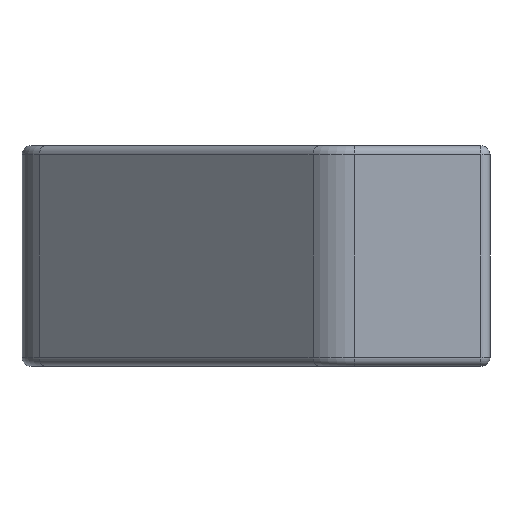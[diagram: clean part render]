
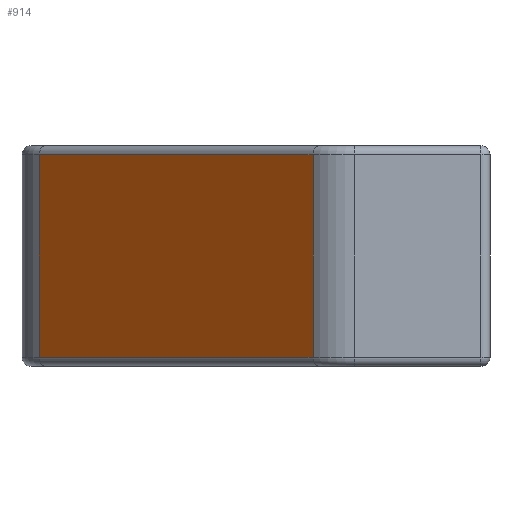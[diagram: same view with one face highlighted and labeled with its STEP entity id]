
A CAD part, left-side view. The second image highlights one B-rep face of the part: STEP entity #914.
In plain terms, the highlighted planar face has unit normal (-0.707, 0.707, 0).
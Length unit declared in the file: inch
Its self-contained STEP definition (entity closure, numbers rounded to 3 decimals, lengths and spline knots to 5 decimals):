
#22=PLANE('',#1050);
#54=LINE('',#1496,#114);
#79=LINE('',#1609,#139);
#92=LINE('',#1640,#152);
#93=LINE('',#1642,#153);
#114=VECTOR('',#1184,0.4295);
#139=VECTOR('',#1319,0.4295);
#152=VECTOR('',#1364,0.225);
#153=VECTOR('',#1367,0.225);
#242=FACE_OUTER_BOUND('',#304,.T.);
#304=EDGE_LOOP('',(#817,#818,#819,#820));
#418=VERTEX_POINT('',#1486);
#420=VERTEX_POINT('',#1492);
#452=VERTEX_POINT('',#1601);
#454=VERTEX_POINT('',#1607);
#508=EDGE_CURVE('',#418,#420,#54,.T.);
#566=EDGE_CURVE('',#454,#452,#79,.T.);
#582=EDGE_CURVE('',#418,#452,#92,.T.);
#583=EDGE_CURVE('',#420,#454,#93,.T.);
#817=ORIENTED_EDGE('',*,*,#566,.F.);
#818=ORIENTED_EDGE('',*,*,#583,.F.);
#819=ORIENTED_EDGE('',*,*,#508,.F.);
#820=ORIENTED_EDGE('',*,*,#582,.T.);
#914=ADVANCED_FACE('',(#242),#22,.T.);
#1050=AXIS2_PLACEMENT_3D('',#1641,#1365,#1366);
#1184=DIRECTION('',(-0.707,-0.707,0.));
#1319=DIRECTION('',(0.707,0.707,0.));
#1364=DIRECTION('',(0.,0.,-1.));
#1365=DIRECTION('center_axis',(-0.707,0.707,0.));
#1366=DIRECTION('ref_axis',(0.,0.,1.));
#1367=DIRECTION('',(0.,0.,-1.));
#1486=CARTESIAN_POINT('',(-0.24226,0.49996,-0.01));
#1492=CARTESIAN_POINT('',(-0.54596,0.19626,-0.01));
#1496=CARTESIAN_POINT('',(-0.30816,0.43406,-0.01));
#1601=CARTESIAN_POINT('',(-0.24226,0.49996,-0.235));
#1607=CARTESIAN_POINT('',(-0.54596,0.19626,-0.235));
#1609=CARTESIAN_POINT('',(-0.30816,0.43406,-0.235));
#1640=CARTESIAN_POINT('',(-0.24226,0.49996,0.));
#1641=CARTESIAN_POINT('Origin',(-0.24226,0.49996,0.));
#1642=CARTESIAN_POINT('',(-0.54596,0.19626,0.));
